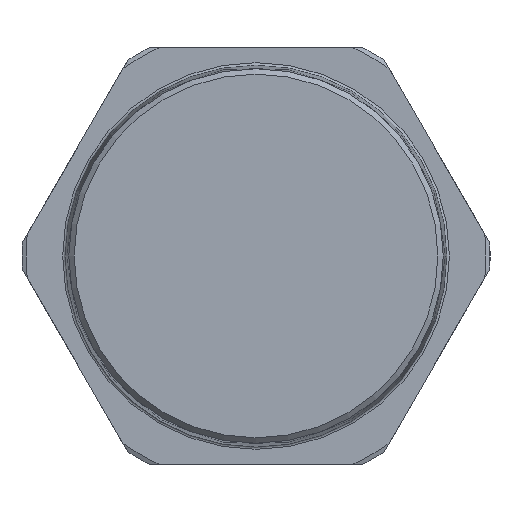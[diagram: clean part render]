
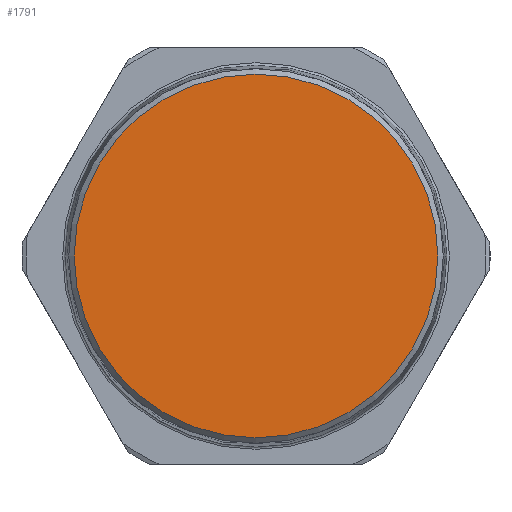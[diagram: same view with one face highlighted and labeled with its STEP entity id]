
A CAD part, left-side view. The second image highlights one B-rep face of the part: STEP entity #1791.
In plain terms, the highlighted planar face has unit normal (-1, 0, 0).
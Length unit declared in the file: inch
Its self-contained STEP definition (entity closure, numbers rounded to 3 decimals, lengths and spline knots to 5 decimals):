
#436=FACE_OUTER_BOUND('',#537,.T.);
#537=EDGE_LOOP('',(#1542));
#677=CIRCLE('',#2026,1.3706);
#847=VERTEX_POINT('',#3534);
#1088=EDGE_CURVE('',#847,#847,#677,.T.);
#1542=ORIENTED_EDGE('',*,*,#1088,.F.);
#1709=PLANE('',#2025);
#1791=ADVANCED_FACE('',(#436),#1709,.T.);
#2025=AXIS2_PLACEMENT_3D('',#3533,#2499,#2500);
#2026=AXIS2_PLACEMENT_3D('',#3535,#2501,#2502);
#2499=DIRECTION('center_axis',(-1.,0.,0.));
#2500=DIRECTION('ref_axis',(0.,0.,
-1.));
#2501=DIRECTION('center_axis',(1.,0.,0.));
#2502=DIRECTION('ref_axis',(0.,1.,0.));
#3533=CARTESIAN_POINT('Origin',(-2.6313,-1.40997,0.));
#3534=CARTESIAN_POINT('',(-2.6313,-1.3706,0.));
#3535=CARTESIAN_POINT('Origin',(-2.6313,0.,
0.));
